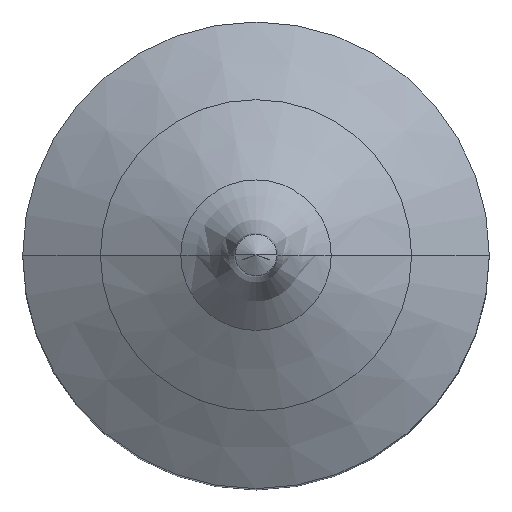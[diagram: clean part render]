
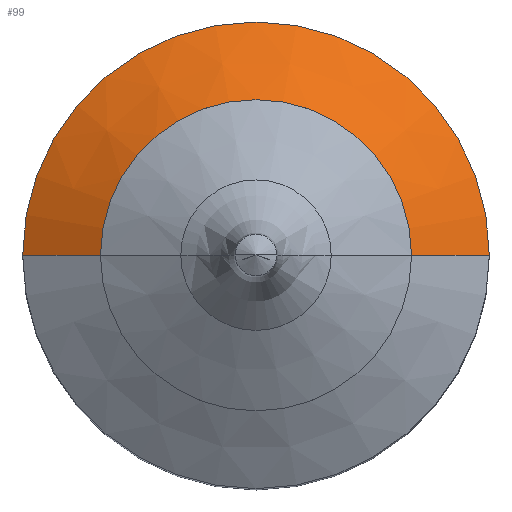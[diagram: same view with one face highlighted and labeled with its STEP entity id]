
A CAD part, top view. The second image highlights one B-rep face of the part: STEP entity #99.
In plain terms, the highlighted conical face has half-angle 60 degrees and reference radius 4 mm.
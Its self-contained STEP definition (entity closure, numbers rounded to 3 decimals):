
#3 = ORIENTED_EDGE ( 'NONE', *, *, #11, .T. ) ;
#4 = VERTEX_POINT ( 'NONE', #286 ) ;
#6 = ORIENTED_EDGE ( 'NONE', *, *, #98, .F. ) ;
#8 = EDGE_CURVE ( 'NONE', #4, #114, #277, .T. ) ;
#9 = EDGE_CURVE ( 'NONE', #14, #113, #272, .T. ) ;
#11 = EDGE_CURVE ( 'NONE', #14, #4, #285, .T. ) ;
#13 = ORIENTED_EDGE ( 'NONE', *, *, #8, .T. ) ;
#14 = VERTEX_POINT ( 'NONE', #206 ) ;
#95 = ORIENTED_EDGE ( 'NONE', *, *, #9, .F. ) ;
#98 = EDGE_CURVE ( 'NONE', #113, #114, #507, .T. ) ;
#99 = ADVANCED_FACE ( 'NONE', ( #568 ), #483, .T. ) ;
#101 = EDGE_LOOP ( 'NONE', ( #3, #13, #6, #95 ) ) ;
#113 = VERTEX_POINT ( 'NONE', #450 ) ;
#114 = VERTEX_POINT ( 'NONE', #505 ) ;
#206 = CARTESIAN_POINT ( 'NONE',  ( -4., 0., 51.723 ) ) ;
#260 = DIRECTION ( 'NONE',  ( -1., 0., 0. ) ) ;
#261 = DIRECTION ( 'NONE',  ( 0., 0., -1. ) ) ;
#262 = CARTESIAN_POINT ( 'NONE',  ( 0., 0., 51.723 ) ) ;
#269 = DIRECTION ( 'NONE',  ( -0.866, 0., -0.5 ) ) ;
#270 = VECTOR ( 'NONE', #269, 1000. ) ;
#271 = CARTESIAN_POINT ( 'NONE',  ( -4., 0., 51.723 ) ) ;
#272 = LINE ( 'NONE', #271, #270 ) ;
#274 = DIRECTION ( 'NONE',  ( 0.866, 0., -0.5 ) ) ;
#275 = VECTOR ( 'NONE', #274, 1000. ) ;
#276 = CARTESIAN_POINT ( 'NONE',  ( 4., 0., 51.723 ) ) ;
#277 = LINE ( 'NONE', #276, #275 ) ;
#285 = CIRCLE ( 'NONE', #287, 4. ) ;
#286 = CARTESIAN_POINT ( 'NONE',  ( 4., 0., 51.723 ) ) ;
#287 = AXIS2_PLACEMENT_3D ( 'NONE', #262, #261, #260 ) ;
#444 = DIRECTION ( 'NONE',  ( -1., 0., 0. ) ) ;
#450 = CARTESIAN_POINT ( 'NONE',  ( -6., 0., 50.568 ) ) ;
#479 = AXIS2_PLACEMENT_3D ( 'NONE', #574, #602, #444 ) ;
#480 = DIRECTION ( 'NONE',  ( -1., 0., 0. ) ) ;
#481 = DIRECTION ( 'NONE',  ( 0., 0., -1. ) ) ;
#482 = CARTESIAN_POINT ( 'NONE',  ( 0., 0., 50.568 ) ) ;
#483 = CONICAL_SURFACE ( 'NONE', #479, 4., 1.047 ) ;
#505 = CARTESIAN_POINT ( 'NONE',  ( 6., 0., 50.568 ) ) ;
#507 = CIRCLE ( 'NONE', #522, 6. ) ;
#522 = AXIS2_PLACEMENT_3D ( 'NONE', #482, #481, #480 ) ;
#568 = FACE_OUTER_BOUND ( 'NONE', #101, .T. ) ;
#574 = CARTESIAN_POINT ( 'NONE',  ( 0., 0., 51.723 ) ) ;
#602 = DIRECTION ( 'NONE',  ( 0., 0., -1. ) ) ;
